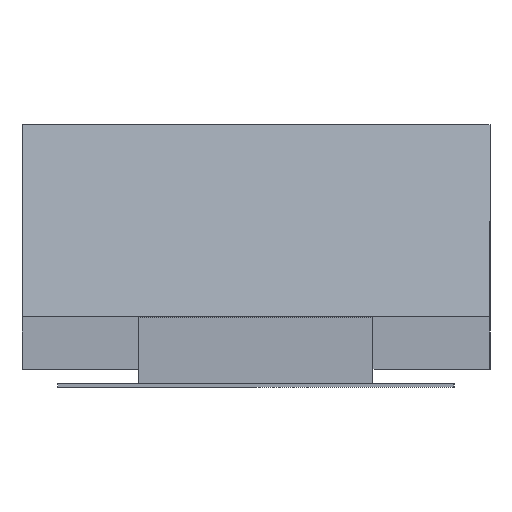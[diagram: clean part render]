
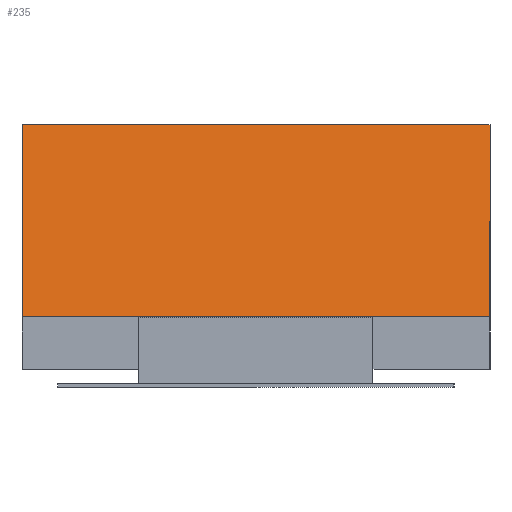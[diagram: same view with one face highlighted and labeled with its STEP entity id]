
A CAD part, left-side view. The second image highlights one B-rep face of the part: STEP entity #235.
In plain terms, the highlighted planar face has unit normal (-0.983, 0, 0.184).
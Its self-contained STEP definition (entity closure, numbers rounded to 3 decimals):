
#235=ADVANCED_FACE('',(#301),#269,.F.);
#269=PLANE('',#882);
#301=FACE_OUTER_BOUND('',#337,.T.);
#337=EDGE_LOOP('',(#514,#515,#516,#517));
#514=ORIENTED_EDGE('',*,*,#662,.T.);
#515=ORIENTED_EDGE('',*,*,#598,.T.);
#516=ORIENTED_EDGE('',*,*,#579,.T.);
#517=ORIENTED_EDGE('',*,*,#594,.F.);
#519=VERTEX_POINT('',#1046);
#520=VERTEX_POINT('',#1048);
#532=VERTEX_POINT('',#1077);
#534=VERTEX_POINT('',#1086);
#579=EDGE_CURVE('',#520,#519,#669,.T.);
#594=EDGE_CURVE('',#532,#519,#684,.T.);
#598=EDGE_CURVE('',#534,#520,#688,.T.);
#662=EDGE_CURVE('',#532,#534,#752,.T.);
#669=LINE('',#1047,#759);
#684=LINE('',#1078,#774);
#688=LINE('',#1085,#778);
#752=LINE('',#1215,#842);
#759=VECTOR('',#886,1.);
#774=VECTOR('',#907,1.);
#778=VECTOR('',#915,1.);
#842=VECTOR('',#1025,1.);
#882=AXIS2_PLACEMENT_3D('',#1227,#1041,#1042);
#886=DIRECTION('',(0.,1.,0.));
#907=DIRECTION('',(0.184,0.,0.983));
#915=DIRECTION('',(0.184,0.,0.983));
#1025=DIRECTION('',(0.,-1.,0.));
#1041=DIRECTION('',(0.983,0.,-0.184));
#1042=DIRECTION('',(-0.184,0.,-0.983));
#1046=CARTESIAN_POINT('',(-1.,0.65,0.806));
#1047=CARTESIAN_POINT('',(-1.,-0.65,0.806));
#1048=CARTESIAN_POINT('',(-1.,-0.65,0.806));
#1077=CARTESIAN_POINT('',(-1.1,0.65,0.272));
#1078=CARTESIAN_POINT('',(-1.1,0.65,0.272));
#1085=CARTESIAN_POINT('',(-1.1,-0.65,0.272));
#1086=CARTESIAN_POINT('',(-1.1,-0.65,0.272));
#1215=CARTESIAN_POINT('',(-1.1,0.65,0.272));
#1227=CARTESIAN_POINT('',(-1.1,-0.65,0.272));
